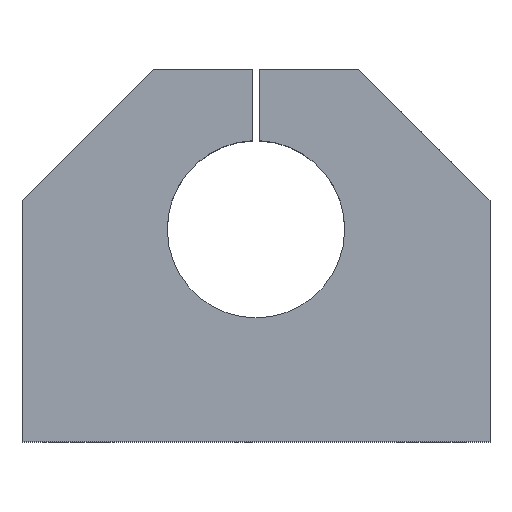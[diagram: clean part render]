
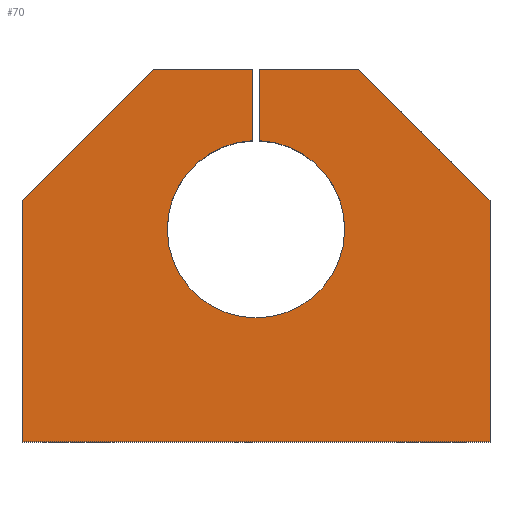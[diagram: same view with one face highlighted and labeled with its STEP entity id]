
A CAD part, top view. The second image highlights one B-rep face of the part: STEP entity #70.
In plain terms, the highlighted planar face has unit normal (0, 0, 1).
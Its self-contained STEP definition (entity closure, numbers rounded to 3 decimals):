
#70 = ADVANCED_FACE( '', ( #152 ), #153, .T. );
#152 = FACE_OUTER_BOUND( '', #249, .T. );
#153 = PLANE( '', #250 );
#249 = EDGE_LOOP( '', ( #388, #389, #390, #391, #392, #393, #394, #395, #396, #397 ) );
#250 = AXIS2_PLACEMENT_3D( '', #398, #399, #400 );
#388 = ORIENTED_EDGE( '', *, *, #527, .T. );
#389 = ORIENTED_EDGE( '', *, *, #539, .T. );
#390 = ORIENTED_EDGE( '', *, *, #498, .T. );
#391 = ORIENTED_EDGE( '', *, *, #540, .T. );
#392 = ORIENTED_EDGE( '', *, *, #523, .T. );
#393 = ORIENTED_EDGE( '', *, *, #541, .T. );
#394 = ORIENTED_EDGE( '', *, *, #542, .F. );
#395 = ORIENTED_EDGE( '', *, *, #543, .T. );
#396 = ORIENTED_EDGE( '', *, *, #519, .T. );
#397 = ORIENTED_EDGE( '', *, *, #535, .T. );
#398 = CARTESIAN_POINT( '', ( 0., 60., 58. ) );
#399 = DIRECTION( '', ( 0., 0., 1. ) );
#400 = DIRECTION( '', ( 1., 0., 0. ) );
#498 = EDGE_CURVE( '', #575, #573, #576, .T. );
#519 = EDGE_CURVE( '', #611, #609, #612, .T. );
#523 = EDGE_CURVE( '', #617, #615, #618, .T. );
#527 = EDGE_CURVE( '', #623, #621, #624, .T. );
#535 = EDGE_CURVE( '', #609, #623, #635, .T. );
#539 = EDGE_CURVE( '', #621, #575, #641, .T. );
#540 = EDGE_CURVE( '', #573, #617, #642, .T. );
#541 = EDGE_CURVE( '', #615, #643, #644, .T. );
#542 = EDGE_CURVE( '', #645, #643, #646, .T. );
#543 = EDGE_CURVE( '', #645, #611, #647, .T. );
#573 = VERTEX_POINT( '', #682 );
#575 = VERTEX_POINT( '', #685 );
#576 = LINE( '', #686, #687 );
#609 = VERTEX_POINT( '', #780 );
#611 = VERTEX_POINT( '', #783 );
#612 = LINE( '', #784, #785 );
#615 = VERTEX_POINT( '', #789 );
#617 = VERTEX_POINT( '', #792 );
#618 = LINE( '', #793, #794 );
#621 = VERTEX_POINT( '', #798 );
#623 = VERTEX_POINT( '', #801 );
#624 = LINE( '', #802, #803 );
#635 = LINE( '', #815, #816 );
#641 = LINE( '', #822, #823 );
#642 = LINE( '', #824, #825 );
#643 = VERTEX_POINT( '', #826 );
#644 = LINE( '', #827, #828 );
#645 = VERTEX_POINT( '', #829 );
#646 = CIRCLE( '', #830, 25. );
#647 = LINE( '', #831, #832 );
#682 = CARTESIAN_POINT( '', ( 66., 68., 58. ) );
#685 = CARTESIAN_POINT( '', ( 66., 0., 58. ) );
#686 = CARTESIAN_POINT( '', ( 66., 0., 58. ) );
#687 = VECTOR( '', #930, 1000. );
#780 = CARTESIAN_POINT( '', ( -29., 105., 58. ) );
#783 = CARTESIAN_POINT( '', ( -1., 105., 58. ) );
#784 = CARTESIAN_POINT( '', ( -1., 105., 58. ) );
#785 = VECTOR( '', #956, 1000. );
#789 = CARTESIAN_POINT( '', ( 1., 105., 58. ) );
#792 = CARTESIAN_POINT( '', ( 29., 105., 58. ) );
#793 = CARTESIAN_POINT( '', ( 29., 105., 58. ) );
#794 = VECTOR( '', #959, 1000. );
#798 = CARTESIAN_POINT( '', ( -66., 0., 58. ) );
#801 = CARTESIAN_POINT( '', ( -66., 68., 58. ) );
#802 = CARTESIAN_POINT( '', ( -66., 68., 58. ) );
#803 = VECTOR( '', #962, 1000. );
#815 = CARTESIAN_POINT( '', ( -29., 105., 58. ) );
#816 = VECTOR( '', #973, 1000. );
#822 = CARTESIAN_POINT( '', ( -66., 0., 58. ) );
#823 = VECTOR( '', #980, 1000. );
#824 = CARTESIAN_POINT( '', ( 66., 68., 58. ) );
#825 = VECTOR( '', #981, 1000. );
#826 = CARTESIAN_POINT( '', ( 1., 84.98, 58. ) );
#827 = CARTESIAN_POINT( '', ( 1., 105., 58. ) );
#828 = VECTOR( '', #982, 1000. );
#829 = CARTESIAN_POINT( '', ( -1., 84.98, 58. ) );
#830 = AXIS2_PLACEMENT_3D( '', #983, #984, #985 );
#831 = CARTESIAN_POINT( '', ( -1., 84.98, 58. ) );
#832 = VECTOR( '', #986, 1000. );
#930 = DIRECTION( '', ( 0., 1., 0. ) );
#956 = DIRECTION( '', ( -1., 0., 0. ) );
#959 = DIRECTION( '', ( -1., 0., 0. ) );
#962 = DIRECTION( '', ( 0., -1., 0. ) );
#973 = DIRECTION( '', ( -0.707, -0.707, 0. ) );
#980 = DIRECTION( '', ( 1., 0., 0. ) );
#981 = DIRECTION( '', ( -0.707, 0.707, 0. ) );
#982 = DIRECTION( '', ( 0., -1., 0. ) );
#983 = CARTESIAN_POINT( '', ( 0., 60., 58. ) );
#984 = DIRECTION( '', ( 0., 0., 1. ) );
#985 = DIRECTION( '', ( 1., 0., 0. ) );
#986 = DIRECTION( '', ( 0., 1., 0. ) );
